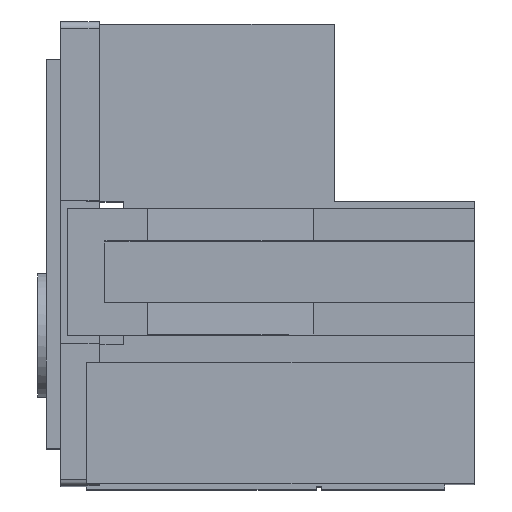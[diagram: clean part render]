
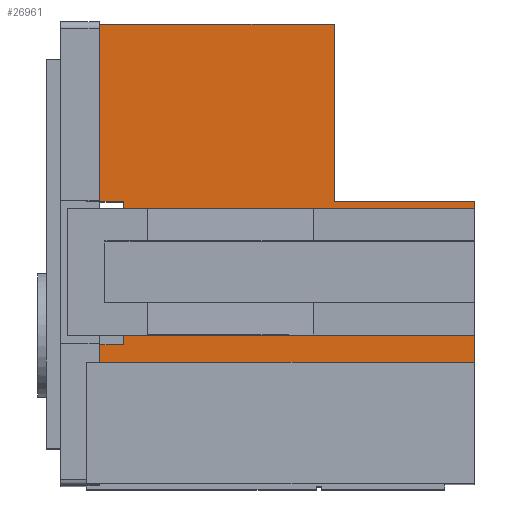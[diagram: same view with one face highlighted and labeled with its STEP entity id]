
A CAD part, top view. The second image highlights one B-rep face of the part: STEP entity #26961.
In plain terms, the highlighted planar face has unit normal (0, 0, 1).
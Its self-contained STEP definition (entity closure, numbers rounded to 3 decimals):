
#1549 = VERTEX_POINT ( 'NONE', #53259 ) ;
#1785 = VERTEX_POINT ( 'NONE', #7480 ) ;
#1886 = VERTEX_POINT ( 'NONE', #40505 ) ;
#2632 = DIRECTION ( 'NONE',  ( 0., 1., 0. ) ) ;
#3100 = EDGE_CURVE ( 'NONE', #16320, #24378, #63662, .T. ) ;
#5418 = VECTOR ( 'NONE', #55417, 1000. ) ;
#7480 = CARTESIAN_POINT ( 'NONE',  ( 18.4, 5.75, 31.325 ) ) ;
#7722 = DIRECTION ( 'NONE',  ( -1., 0., 0. ) ) ;
#7844 = VERTEX_POINT ( 'NONE', #71796 ) ;
#7983 = DIRECTION ( 'NONE',  ( -1., 0., 0. ) ) ;
#8006 = EDGE_CURVE ( 'NONE', #60033, #46861, #50874, .T. ) ;
#9532 = LINE ( 'NONE', #32803, #26954 ) ;
#10890 = LINE ( 'NONE', #53761, #38538 ) ;
#11146 = VECTOR ( 'NONE', #64787, 1000. ) ;
#11874 = ORIENTED_EDGE ( 'NONE', *, *, #12827, .F. ) ;
#12447 = DIRECTION ( 'NONE',  ( -1., 0., 0. ) ) ;
#12827 = EDGE_CURVE ( 'NONE', #76994, #24378, #47873, .T. ) ;
#12855 = CARTESIAN_POINT ( 'NONE',  ( 15.07, 7.05, 31.325 ) ) ;
#12941 = ORIENTED_EDGE ( 'NONE', *, *, #43782, .T. ) ;
#13395 = LINE ( 'NONE', #17596, #67201 ) ;
#13658 = VERTEX_POINT ( 'NONE', #12855 ) ;
#14234 = LINE ( 'NONE', #46431, #42443 ) ;
#15166 = ORIENTED_EDGE ( 'NONE', *, *, #20545, .F. ) ;
#15444 = DIRECTION ( 'NONE',  ( 0., 1., 0. ) ) ;
#16320 = VERTEX_POINT ( 'NONE', #71231 ) ;
#16892 = CARTESIAN_POINT ( 'NONE',  ( 0., 21.8, 31.325 ) ) ;
#17193 = EDGE_CURVE ( 'NONE', #46861, #40274, #54756, .T. ) ;
#17596 = CARTESIAN_POINT ( 'NONE',  ( 0., 21.8, 31.325 ) ) ;
#17735 = CARTESIAN_POINT ( 'NONE',  ( 11.75, 21.8, 31.325 ) ) ;
#18592 = FACE_OUTER_BOUND ( 'NONE', #62876, .T. ) ;
#19267 = ORIENTED_EDGE ( 'NONE', *, *, #56223, .F. ) ;
#19790 = CARTESIAN_POINT ( 'NONE',  ( 0., 21.8, 31.325 ) ) ;
#20545 = EDGE_CURVE ( 'NONE', #1549, #60033, #32415, .T. ) ;
#20736 = VECTOR ( 'NONE', #7983, 1000. ) ;
#22319 = ORIENTED_EDGE ( 'NONE', *, *, #78965, .T. ) ;
#22813 = EDGE_CURVE ( 'NONE', #28080, #1549, #13395, .T. ) ;
#24378 = VERTEX_POINT ( 'NONE', #26289 ) ;
#24851 = LINE ( 'NONE', #68108, #5418 ) ;
#26289 = CARTESIAN_POINT ( 'NONE',  ( 0., 6.6, 31.325 ) ) ;
#26954 = VECTOR ( 'NONE', #2632, 1000. ) ;
#26961 = ADVANCED_FACE ( 'NONE', ( #18592 ), #66780, .F. ) ;
#27997 = DIRECTION ( 'NONE',  ( 0., 1., 0. ) ) ;
#28080 = VERTEX_POINT ( 'NONE', #58288 ) ;
#29488 = VECTOR ( 'NONE', #61319, 1000. ) ;
#30136 = AXIS2_PLACEMENT_3D ( 'NONE', #35715, #73297, #12447 ) ;
#30271 = CARTESIAN_POINT ( 'NONE',  ( 18.4, 13.4, 31.325 ) ) ;
#31599 = DIRECTION ( 'NONE',  ( 1., 0., 0. ) ) ;
#32191 = ORIENTED_EDGE ( 'NONE', *, *, #74965, .T. ) ;
#32415 = LINE ( 'NONE', #19790, #44807 ) ;
#32803 = CARTESIAN_POINT ( 'NONE',  ( 18.4, 13.05, 31.325 ) ) ;
#32869 = CARTESIAN_POINT ( 'NONE',  ( 1.75, 13.4, 31.325 ) ) ;
#34808 = CARTESIAN_POINT ( 'NONE',  ( 11.75, 13.4, 31.325 ) ) ;
#35637 = LINE ( 'NONE', #42558, #61428 ) ;
#35715 = CARTESIAN_POINT ( 'NONE',  ( 0., 21.8, 31.325 ) ) ;
#35768 = DIRECTION ( 'NONE',  ( 1., 0., 0. ) ) ;
#36435 = DIRECTION ( 'NONE',  ( 0., 1., 0. ) ) ;
#38538 = VECTOR ( 'NONE', #35768, 1000. ) ;
#39249 = ORIENTED_EDGE ( 'NONE', *, *, #8006, .F. ) ;
#39525 = CARTESIAN_POINT ( 'NONE',  ( 1.75, 6.6, 31.325 ) ) ;
#40274 = VERTEX_POINT ( 'NONE', #53335 ) ;
#40505 = CARTESIAN_POINT ( 'NONE',  ( 1.75, 13.4, 31.325 ) ) ;
#42443 = VECTOR ( 'NONE', #15444, 1000. ) ;
#42558 = CARTESIAN_POINT ( 'NONE',  ( 1.75, 13.4, 31.325 ) ) ;
#42770 = VECTOR ( 'NONE', #36435, 1000. ) ;
#43117 = VERTEX_POINT ( 'NONE', #71871 ) ;
#43782 = EDGE_CURVE ( 'NONE', #69176, #40274, #9532, .T. ) ;
#44807 = VECTOR ( 'NONE', #31599, 1000. ) ;
#45491 = ORIENTED_EDGE ( 'NONE', *, *, #56127, .T. ) ;
#46431 = CARTESIAN_POINT ( 'NONE',  ( 15.07, 7.05, 31.325 ) ) ;
#46861 = VERTEX_POINT ( 'NONE', #34808 ) ;
#47873 = LINE ( 'NONE', #16892, #42770 ) ;
#49953 = EDGE_CURVE ( 'NONE', #1785, #7844, #78184, .T. ) ;
#50874 = LINE ( 'NONE', #76190, #11146 ) ;
#51719 = ORIENTED_EDGE ( 'NONE', *, *, #3100, .T. ) ;
#52018 = ORIENTED_EDGE ( 'NONE', *, *, #78189, .F. ) ;
#52453 = LINE ( 'NONE', #32869, #20736 ) ;
#53259 = CARTESIAN_POINT ( 'NONE',  ( 0., 21.8, 31.325 ) ) ;
#53335 = CARTESIAN_POINT ( 'NONE',  ( 18.4, 13.4, 31.325 ) ) ;
#53761 = CARTESIAN_POINT ( 'NONE',  ( 15.07, 7.05, 31.325 ) ) ;
#54756 = LINE ( 'NONE', #30271, #29488 ) ;
#55417 = DIRECTION ( 'NONE',  ( 1., 0., 0. ) ) ;
#56127 = EDGE_CURVE ( 'NONE', #13658, #43117, #14234, .T. ) ;
#56223 = EDGE_CURVE ( 'NONE', #13658, #7844, #10890, .T. ) ;
#57004 = ORIENTED_EDGE ( 'NONE', *, *, #17193, .F. ) ;
#58288 = CARTESIAN_POINT ( 'NONE',  ( 0., 13.4, 31.325 ) ) ;
#58837 = VECTOR ( 'NONE', #65768, 1000. ) ;
#58865 = LINE ( 'NONE', #71091, #58837 ) ;
#60033 = VERTEX_POINT ( 'NONE', #17735 ) ;
#60186 = DIRECTION ( 'NONE',  ( 0., 1., 0. ) ) ;
#60962 = ORIENTED_EDGE ( 'NONE', *, *, #49953, .T. ) ;
#61319 = DIRECTION ( 'NONE',  ( 1., 0., 0. ) ) ;
#61428 = VECTOR ( 'NONE', #60186, 1000. ) ;
#62876 = EDGE_LOOP ( 'NONE', ( #65877, #79551, #52018, #51719, #11874, #32191, #60962, #19267, #45491, #22319, #12941, #57004, #39249, #15166 ) ) ;
#63662 = LINE ( 'NONE', #39525, #75688 ) ;
#64787 = DIRECTION ( 'NONE',  ( 0., -1., 0. ) ) ;
#65768 = DIRECTION ( 'NONE',  ( 1., 0., 0. ) ) ;
#65877 = ORIENTED_EDGE ( 'NONE', *, *, #22813, .F. ) ;
#66609 = CARTESIAN_POINT ( 'NONE',  ( 0., 5.75, 31.325 ) ) ;
#66780 = PLANE ( 'NONE',  #30136 ) ;
#67201 = VECTOR ( 'NONE', #73918, 1000. ) ;
#68108 = CARTESIAN_POINT ( 'NONE',  ( 18.4, 13.05, 31.325 ) ) ;
#69176 = VERTEX_POINT ( 'NONE', #69716 ) ;
#69467 = EDGE_CURVE ( 'NONE', #1886, #28080, #52453, .T. ) ;
#69716 = CARTESIAN_POINT ( 'NONE',  ( 18.4, 13.05, 31.325 ) ) ;
#71091 = CARTESIAN_POINT ( 'NONE',  ( 0., 5.75, 31.325 ) ) ;
#71231 = CARTESIAN_POINT ( 'NONE',  ( 1.75, 6.6, 31.325 ) ) ;
#71796 = CARTESIAN_POINT ( 'NONE',  ( 18.4, 7.05, 31.325 ) ) ;
#71871 = CARTESIAN_POINT ( 'NONE',  ( 15.07, 13.05, 31.325 ) ) ;
#72868 = CARTESIAN_POINT ( 'NONE',  ( 18.4, 21.8, 31.325 ) ) ;
#73297 = DIRECTION ( 'NONE',  ( 0., 0., -1. ) ) ;
#73918 = DIRECTION ( 'NONE',  ( 0., 1., 0. ) ) ;
#74965 = EDGE_CURVE ( 'NONE', #76994, #1785, #58865, .T. ) ;
#75589 = VECTOR ( 'NONE', #27997, 1000. ) ;
#75688 = VECTOR ( 'NONE', #7722, 1000. ) ;
#76190 = CARTESIAN_POINT ( 'NONE',  ( 11.75, 13.4, 31.325 ) ) ;
#76994 = VERTEX_POINT ( 'NONE', #66609 ) ;
#78184 = LINE ( 'NONE', #72868, #75589 ) ;
#78189 = EDGE_CURVE ( 'NONE', #16320, #1886, #35637, .T. ) ;
#78965 = EDGE_CURVE ( 'NONE', #43117, #69176, #24851, .T. ) ;
#79551 = ORIENTED_EDGE ( 'NONE', *, *, #69467, .F. ) ;
